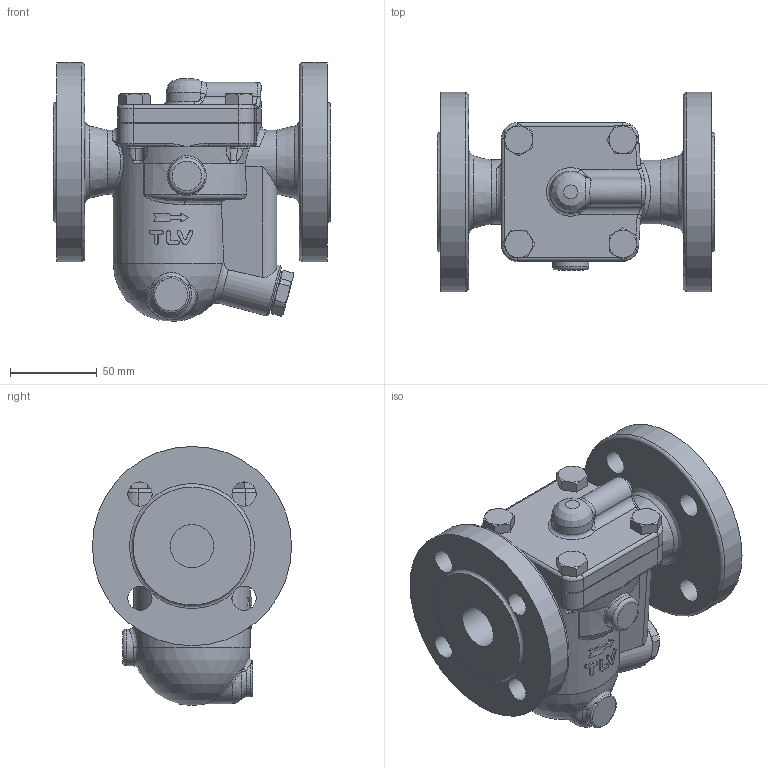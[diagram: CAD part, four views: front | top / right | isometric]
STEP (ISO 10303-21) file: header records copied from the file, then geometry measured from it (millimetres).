
FILE_DESCRIPTION((''),'2;1');
FILE_NAME('jh3b0-025-e0025-00.stp','2009-10-08T13:12:17',('nakaot'),(''),'Autodesk Inventor 2008','Autodesk Inventor 2008','');
FILE_SCHEMA(('AUTOMOTIVE_DESIGN { 1 0 10303 214 1 1 1 1 }'));
Length unit declared in the file: millimetre
Products named in the file (1): jh3b0-025-e0025-00
Bounding box: 160 x 115 x 149.5 mm (x, y, z)
Volume: 953136.7 mm3; surface area: 117511.1 mm2
Topology: 1 solids, 1 shells, 334 faces, 855 edges, 535 vertices
Faces by surface type: plane 103, bspline 86, cylinder 75, cone 47, torus 21, sphere 2
Full cylindrical faces by diameter (mm): 10 x9, 21 x2, 23 x1, 25 x2, 30 x1, 37 x1, 56.5 x1, 115 x2
Entity records: 22223 total; most frequent: CARTESIAN_POINT 15107, ORIENTED_EDGE 1568, DIRECTION 1294, EDGE_CURVE 784, AXIS2_PLACEMENT_3D 554, VERTEX_POINT 511, EDGE_LOOP 417, FACE_OUTER_BOUND 334
